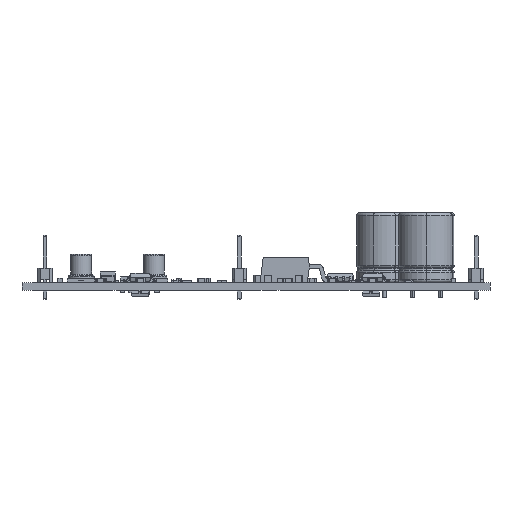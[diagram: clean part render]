
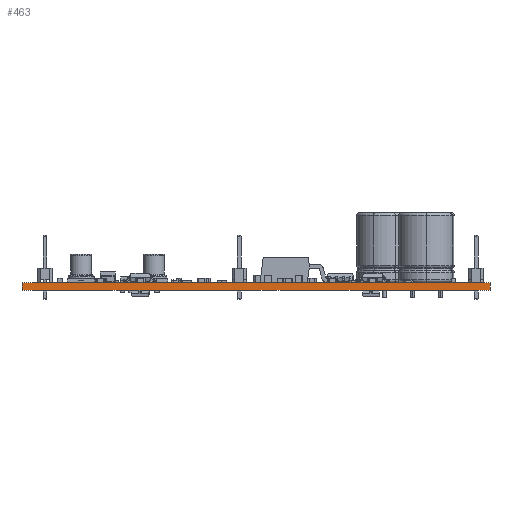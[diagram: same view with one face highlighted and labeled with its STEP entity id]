
A CAD part, front view. The second image highlights one B-rep face of the part: STEP entity #463.
In plain terms, the highlighted planar face has unit normal (0, -1, 0).
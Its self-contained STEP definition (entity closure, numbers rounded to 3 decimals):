
#365 = EDGE_CURVE('',#366,#368,#370,.T.);
#366 = VERTEX_POINT('',#367);
#367 = CARTESIAN_POINT('',(0.,0.,0.));
#368 = VERTEX_POINT('',#369);
#369 = CARTESIAN_POINT('',(0.,0.,1.42));
#370 = LINE('',#371,#372);
#371 = CARTESIAN_POINT('',(0.,0.,0.));
#372 = VECTOR('',#373,1.);
#373 = DIRECTION('',(0.,0.,1.));
#438 = VERTEX_POINT('',#439);
#439 = CARTESIAN_POINT('',(83.9,0.,1.42));
#445 = EDGE_CURVE('',#446,#438,#448,.T.);
#446 = VERTEX_POINT('',#447);
#447 = CARTESIAN_POINT('',(83.9,0.,0.));
#448 = LINE('',#449,#450);
#449 = CARTESIAN_POINT('',(83.9,0.,0.));
#450 = VECTOR('',#451,1.);
#451 = DIRECTION('',(0.,0.,1.));
#463 = ADVANCED_FACE('',(#464),#480,.T.);
#464 = FACE_BOUND('',#465,.T.);
#465 = EDGE_LOOP('',(#466,#467,#473,#474));
#466 = ORIENTED_EDGE('',*,*,#445,.T.);
#467 = ORIENTED_EDGE('',*,*,#468,.T.);
#468 = EDGE_CURVE('',#438,#368,#469,.T.);
#469 = LINE('',#470,#471);
#470 = CARTESIAN_POINT('',(83.9,0.,1.42));
#471 = VECTOR('',#472,1.);
#472 = DIRECTION('',(-1.,0.,0.));
#473 = ORIENTED_EDGE('',*,*,#365,.F.);
#474 = ORIENTED_EDGE('',*,*,#475,.F.);
#475 = EDGE_CURVE('',#446,#366,#476,.T.);
#476 = LINE('',#477,#478);
#477 = CARTESIAN_POINT('',(83.9,0.,0.));
#478 = VECTOR('',#479,1.);
#479 = DIRECTION('',(-1.,0.,0.));
#480 = PLANE('',#481);
#481 = AXIS2_PLACEMENT_3D('',#482,#483,#484);
#482 = CARTESIAN_POINT('',(83.9,0.,0.));
#483 = DIRECTION('',(0.,-1.,0.));
#484 = DIRECTION('',(-1.,0.,0.));
